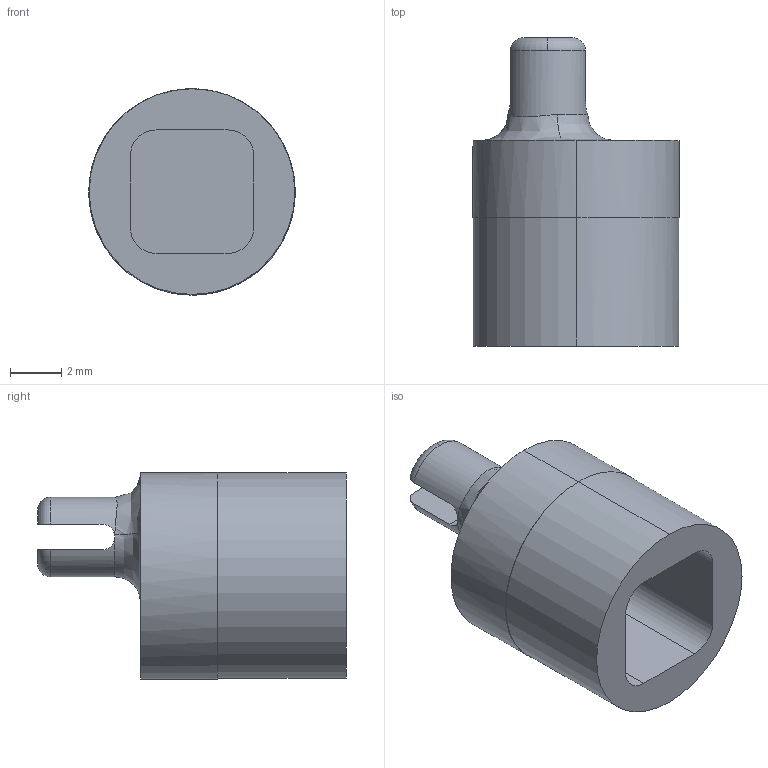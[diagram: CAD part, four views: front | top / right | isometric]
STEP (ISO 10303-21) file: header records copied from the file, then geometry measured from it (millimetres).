
FILE_DESCRIPTION (( 'STEP AP214' ), '1' );
FILE_NAME ('LegoElectronicsFeet.STEP', '2021-11-24T21:19:35', ( '' ), ( '' ), 'SwSTEP 2.0', 'SolidWorks 2019', '' );
FILE_SCHEMA (( 'AUTOMOTIVE_DESIGN' ));
Length unit declared in the file: millimetre
Products named in the file (1): LegoElectronicsFeet
Bounding box: 8.03 x 12 x 8.03 mm (x, y, z)
Volume: 315.6 mm3; surface area: 433.9 mm2
Topology: 1 solids, 1 shells, 30 faces, 75 edges, 48 vertices
Faces by surface type: cylinder 12, plane 12, bspline 3, torus 3
Entity records: 1339 total; most frequent: CARTESIAN_POINT 613, ORIENTED_EDGE 150, DIRECTION 139, EDGE_CURVE 75, AXIS2_PLACEMENT_3D 55, VERTEX_POINT 48, EDGE_LOOP 31, FACE_OUTER_BOUND 30
